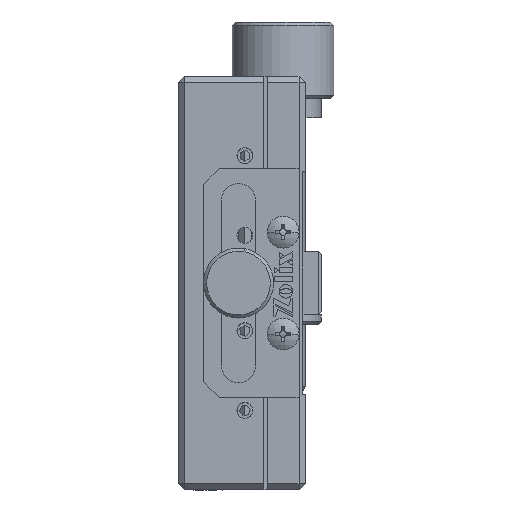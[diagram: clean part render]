
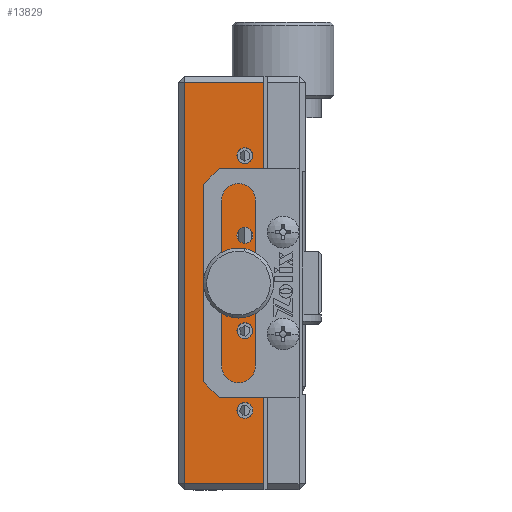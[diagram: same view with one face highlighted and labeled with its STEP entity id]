
A CAD part, left-side view. The second image highlights one B-rep face of the part: STEP entity #13829.
In plain terms, the highlighted planar face has unit normal (-1, 0, 0).
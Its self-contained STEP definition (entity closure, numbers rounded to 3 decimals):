
#49 = EDGE_CURVE ( 'NONE', #11744, #11423, #22879, .T. ) ;
#285 = EDGE_LOOP ( 'NONE', ( #13168, #23880 ) ) ;
#290 = AXIS2_PLACEMENT_3D ( 'NONE', #9458, #17678, #7243 ) ;
#405 = CARTESIAN_POINT ( 'NONE',  ( -32.108, 16.018, 93.223 ) ) ;
#489 = VECTOR ( 'NONE', #16747, 1000. ) ;
#815 = DIRECTION ( 'NONE',  ( -1., 0., 0. ) ) ;
#879 = ORIENTED_EDGE ( 'NONE', *, *, #7728, .F. ) ;
#1272 = EDGE_CURVE ( 'NONE', #4695, #21757, #24830, .T. ) ;
#1415 = AXIS2_PLACEMENT_3D ( 'NONE', #6137, #27764, #14794 ) ;
#1427 = AXIS2_PLACEMENT_3D ( 'NONE', #2064, #23514, #17076 ) ;
#1569 = VECTOR ( 'NONE', #5001, 1000. ) ;
#1777 = EDGE_LOOP ( 'NONE', ( #26849, #11026 ) ) ;
#1781 = CARTESIAN_POINT ( 'NONE',  ( -32.108, 16.018, 30.223 ) ) ;
#1821 = LINE ( 'NONE', #27146, #8287 ) ;
#2001 = CARTESIAN_POINT ( 'NONE',  ( -32.108, 16.018, 29.223 ) ) ;
#2064 = CARTESIAN_POINT ( 'NONE',  ( -32.108, 6.518, 54.223 ) ) ;
#2180 = DIRECTION ( 'NONE',  ( 0., 0., 1. ) ) ;
#2230 = DIRECTION ( 'NONE',  ( -1., 0., 0. ) ) ;
#2269 = CARTESIAN_POINT ( 'NONE',  ( -32.108, 6.518, 41.723 ) ) ;
#2653 = ORIENTED_EDGE ( 'NONE', *, *, #13048, .T. ) ;
#2926 = CIRCLE ( 'NONE', #13178, 2.1 ) ;
#3254 = FACE_BOUND ( 'NONE', #285, .T. ) ;
#3457 = CARTESIAN_POINT ( 'NONE',  ( -32.108, 3.518, 93.223 ) ) ;
#3642 = DIRECTION ( 'NONE',  ( -1., 0., 0. ) ) ;
#3919 = EDGE_CURVE ( 'NONE', #5253, #27624, #10510, .T. ) ;
#4103 = VERTEX_POINT ( 'NONE', #405 ) ;
#4563 = CARTESIAN_POINT ( 'NONE',  ( -32.108, 6.518, 69.223 ) ) ;
#4695 = VERTEX_POINT ( 'NONE', #23086 ) ;
#5001 = DIRECTION ( 'NONE',  ( 0., 0., 1. ) ) ;
#5168 = CIRCLE ( 'NONE', #19597, 1.25 ) ;
#5253 = VERTEX_POINT ( 'NONE', #17641 ) ;
#5726 = VERTEX_POINT ( 'NONE', #24633 ) ;
#5902 = ORIENTED_EDGE ( 'NONE', *, *, #11099, .F. ) ;
#6137 = CARTESIAN_POINT ( 'NONE',  ( -32.108, 6.518, 69.223 ) ) ;
#6316 = CARTESIAN_POINT ( 'NONE',  ( -32.108, 7.518, 61.723 ) ) ;
#6656 = DIRECTION ( 'NONE',  ( 0., 0., 1. ) ) ;
#6983 = FACE_BOUND ( 'NONE', #9436, .T. ) ;
#7193 = VERTEX_POINT ( 'NONE', #19417 ) ;
#7220 = CARTESIAN_POINT ( 'NONE',  ( -32.108, 6.518, 81.723 ) ) ;
#7243 = DIRECTION ( 'NONE',  ( 0., 0., 1. ) ) ;
#7525 = ORIENTED_EDGE ( 'NONE', *, *, #15392, .T. ) ;
#7728 = EDGE_CURVE ( 'NONE', #11423, #11744, #16647, .T. ) ;
#7734 = DIRECTION ( 'NONE',  ( 0., 0., 1. ) ) ;
#7848 = CIRCLE ( 'NONE', #21593, 1.25 ) ;
#7948 = CARTESIAN_POINT ( 'NONE',  ( -32.108, 6.518, 52.973 ) ) ;
#8242 = CARTESIAN_POINT ( 'NONE',  ( -32.108, 6.518, 41.723 ) ) ;
#8287 = VECTOR ( 'NONE', #16055, 1000. ) ;
#9078 = AXIS2_PLACEMENT_3D ( 'NONE', #7220, #815, #11686 ) ;
#9127 = ORIENTED_EDGE ( 'NONE', *, *, #1272, .F. ) ;
#9436 = EDGE_LOOP ( 'NONE', ( #9127, #14170 ) ) ;
#9458 = CARTESIAN_POINT ( 'NONE',  ( -32.108, 7.518, 61.723 ) ) ;
#9571 = ORIENTED_EDGE ( 'NONE', *, *, #14786, .T. ) ;
#9658 = DIRECTION ( 'NONE',  ( 0., 0., 1. ) ) ;
#9968 = CIRCLE ( 'NONE', #9078, 1.25 ) ;
#10061 = CARTESIAN_POINT ( 'NONE',  ( -32.108, 3.518, 29.223 ) ) ;
#10334 = CARTESIAN_POINT ( 'NONE',  ( -32.108, 6.518, 81.723 ) ) ;
#10366 = LINE ( 'NONE', #11408, #1569 ) ;
#10510 = CIRCLE ( 'NONE', #1415, 1.25 ) ;
#11026 = ORIENTED_EDGE ( 'NONE', *, *, #24180, .F. ) ;
#11099 = EDGE_CURVE ( 'NONE', #7193, #5726, #7848, .T. ) ;
#11408 = CARTESIAN_POINT ( 'NONE',  ( -32.108, 3.518, 29.223 ) ) ;
#11423 = VERTEX_POINT ( 'NONE', #7948 ) ;
#11674 = FACE_BOUND ( 'NONE', #15132, .T. ) ;
#11686 = DIRECTION ( 'NONE',  ( 0., 0., 1. ) ) ;
#11744 = VERTEX_POINT ( 'NONE', #24328 ) ;
#11984 = DIRECTION ( 'NONE',  ( -1., 0., 0. ) ) ;
#11998 = FACE_BOUND ( 'NONE', #1777, .T. ) ;
#12555 = DIRECTION ( 'NONE',  ( -1., 0., 0. ) ) ;
#13048 = EDGE_CURVE ( 'NONE', #26891, #28095, #10366, .T. ) ;
#13168 = ORIENTED_EDGE ( 'NONE', *, *, #3919, .F. ) ;
#13178 = AXIS2_PLACEMENT_3D ( 'NONE', #6316, #2230, #23667 ) ;
#13315 = CARTESIAN_POINT ( 'NONE',  ( -32.108, 7.518, 59.623 ) ) ;
#13642 = CARTESIAN_POINT ( 'NONE',  ( -32.108, 6.518, 80.473 ) ) ;
#13829 = ADVANCED_FACE ( 'NONE', ( #15052, #11674, #6983, #3254, #11998, #14026 ), #18734, .T. ) ;
#13913 = EDGE_CURVE ( 'NONE', #4103, #18451, #16400, .T. ) ;
#14026 = FACE_OUTER_BOUND ( 'NONE', #25220, .T. ) ;
#14105 = CARTESIAN_POINT ( 'NONE',  ( -32.108, 6.518, 67.973 ) ) ;
#14170 = ORIENTED_EDGE ( 'NONE', *, *, #18745, .F. ) ;
#14786 = EDGE_CURVE ( 'NONE', #28095, #4103, #26218, .T. ) ;
#14794 = DIRECTION ( 'NONE',  ( 0., 0., 1. ) ) ;
#15052 = FACE_BOUND ( 'NONE', #26735, .T. ) ;
#15073 = AXIS2_PLACEMENT_3D ( 'NONE', #24948, #11984, #9658 ) ;
#15132 = EDGE_LOOP ( 'NONE', ( #27430, #5902 ) ) ;
#15332 = ORIENTED_EDGE ( 'NONE', *, *, #49, .F. ) ;
#15392 = EDGE_CURVE ( 'NONE', #18451, #26891, #1821, .T. ) ;
#15562 = CARTESIAN_POINT ( 'NONE',  ( -32.108, 7.518, 63.823 ) ) ;
#16055 = DIRECTION ( 'NONE',  ( 0., -1., 0. ) ) ;
#16314 = ORIENTED_EDGE ( 'NONE', *, *, #13913, .T. ) ;
#16400 = LINE ( 'NONE', #2001, #489 ) ;
#16515 = DIRECTION ( 'NONE',  ( 0., 0., 1. ) ) ;
#16647 = CIRCLE ( 'NONE', #1427, 1.25 ) ;
#16733 = VECTOR ( 'NONE', #20644, 1000. ) ;
#16747 = DIRECTION ( 'NONE',  ( 0., 0., -1. ) ) ;
#17076 = DIRECTION ( 'NONE',  ( 0., 0., 1. ) ) ;
#17087 = CARTESIAN_POINT ( 'NONE',  ( -32.108, 3.518, 30.223 ) ) ;
#17261 = DIRECTION ( 'NONE',  ( -1., 0., 0. ) ) ;
#17641 = CARTESIAN_POINT ( 'NONE',  ( -32.108, 6.518, 70.473 ) ) ;
#17678 = DIRECTION ( 'NONE',  ( -1., 0., 0. ) ) ;
#18451 = VERTEX_POINT ( 'NONE', #1781 ) ;
#18734 = PLANE ( 'NONE',  #23636 ) ;
#18745 = EDGE_CURVE ( 'NONE', #21757, #4695, #9968, .T. ) ;
#19010 = CIRCLE ( 'NONE', #21417, 1.25 ) ;
#19075 = DIRECTION ( 'NONE',  ( -1., 0., 0. ) ) ;
#19417 = CARTESIAN_POINT ( 'NONE',  ( -32.108, 6.518, 40.473 ) ) ;
#19597 = AXIS2_PLACEMENT_3D ( 'NONE', #4563, #21933, #6656 ) ;
#20293 = VERTEX_POINT ( 'NONE', #15562 ) ;
#20644 = DIRECTION ( 'NONE',  ( 0., 1., 0. ) ) ;
#21417 = AXIS2_PLACEMENT_3D ( 'NONE', #8242, #19075, #16515 ) ;
#21593 = AXIS2_PLACEMENT_3D ( 'NONE', #2269, #17261, #2180 ) ;
#21757 = VERTEX_POINT ( 'NONE', #13642 ) ;
#21933 = DIRECTION ( 'NONE',  ( -1., 0., 0. ) ) ;
#22879 = CIRCLE ( 'NONE', #15073, 1.25 ) ;
#23086 = CARTESIAN_POINT ( 'NONE',  ( -32.108, 6.518, 82.973 ) ) ;
#23514 = DIRECTION ( 'NONE',  ( -1., 0., 0. ) ) ;
#23547 = DIRECTION ( 'NONE',  ( 0., 0., 1. ) ) ;
#23636 = AXIS2_PLACEMENT_3D ( 'NONE', #10061, #3642, #7734 ) ;
#23667 = DIRECTION ( 'NONE',  ( 0., 0., 1. ) ) ;
#23880 = ORIENTED_EDGE ( 'NONE', *, *, #26995, .F. ) ;
#24047 = VERTEX_POINT ( 'NONE', #13315 ) ;
#24180 = EDGE_CURVE ( 'NONE', #24047, #20293, #27324, .T. ) ;
#24328 = CARTESIAN_POINT ( 'NONE',  ( -32.108, 6.518, 55.473 ) ) ;
#24633 = CARTESIAN_POINT ( 'NONE',  ( -32.108, 6.518, 42.973 ) ) ;
#24830 = CIRCLE ( 'NONE', #27965, 1.25 ) ;
#24948 = CARTESIAN_POINT ( 'NONE',  ( -32.108, 6.518, 54.223 ) ) ;
#25084 = EDGE_CURVE ( 'NONE', #20293, #24047, #2926, .T. ) ;
#25220 = EDGE_LOOP ( 'NONE', ( #2653, #9571, #16314, #7525 ) ) ;
#26218 = LINE ( 'NONE', #3457, #16733 ) ;
#26681 = CARTESIAN_POINT ( 'NONE',  ( -32.108, 3.518, 93.223 ) ) ;
#26735 = EDGE_LOOP ( 'NONE', ( #15332, #879 ) ) ;
#26849 = ORIENTED_EDGE ( 'NONE', *, *, #25084, .F. ) ;
#26891 = VERTEX_POINT ( 'NONE', #17087 ) ;
#26995 = EDGE_CURVE ( 'NONE', #27624, #5253, #5168, .T. ) ;
#27146 = CARTESIAN_POINT ( 'NONE',  ( -32.108, 3.518, 30.223 ) ) ;
#27261 = EDGE_CURVE ( 'NONE', #5726, #7193, #19010, .T. ) ;
#27324 = CIRCLE ( 'NONE', #290, 2.1 ) ;
#27430 = ORIENTED_EDGE ( 'NONE', *, *, #27261, .F. ) ;
#27624 = VERTEX_POINT ( 'NONE', #14105 ) ;
#27764 = DIRECTION ( 'NONE',  ( -1., 0., 0. ) ) ;
#27965 = AXIS2_PLACEMENT_3D ( 'NONE', #10334, #12555, #23547 ) ;
#28095 = VERTEX_POINT ( 'NONE', #26681 ) ;
